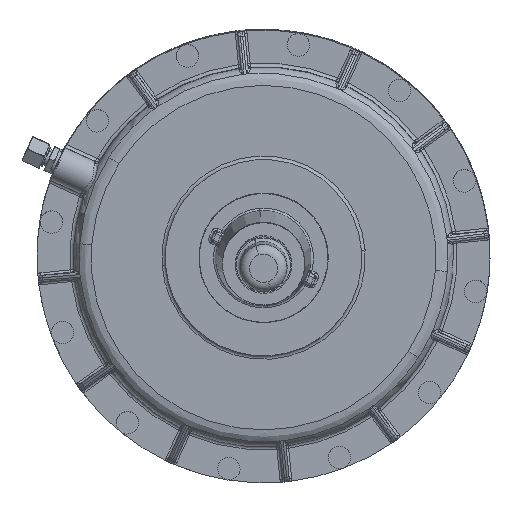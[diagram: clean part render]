
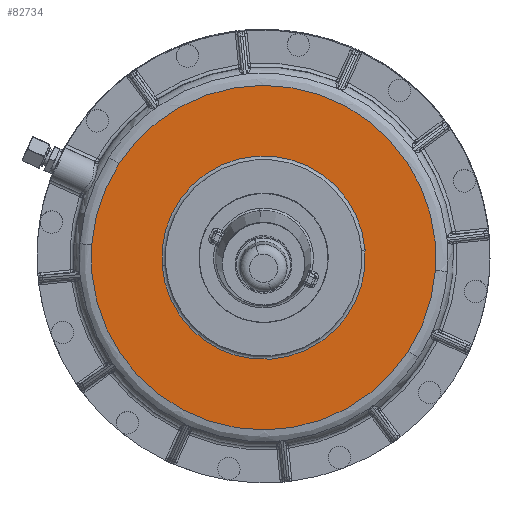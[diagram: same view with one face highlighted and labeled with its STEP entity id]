
A CAD part, top view. The second image highlights one B-rep face of the part: STEP entity #82734.
In plain terms, the highlighted face is planar.
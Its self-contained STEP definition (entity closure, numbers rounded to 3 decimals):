
#79731=DIRECTION('Axis2P3D Direction',(0.,0.,1.)) ;
#79753=DIRECTION('Axis2P3D Direction',(0.,-0.,1.)) ;
#82692=DIRECTION('Axis2P3D Direction',(0.,0.,1.)) ;
#82693=DIRECTION('Axis2P3D XDirection',(-1.,0.,0.)) ;
#82697=DIRECTION('Axis2P3D Direction',(0.,0.,1.)) ;
#82706=DIRECTION('Axis2P3D Direction',(0.,0.,1.)) ;
#82713=DIRECTION('Axis2P3D Direction',(0.,0.,1.)) ;
#82720=DIRECTION('Axis2P3D Direction',(0.,0.,1.)) ;
#79711=CARTESIAN_POINT('Vertex',(75.911,41.47,188.)) ;
#79727=CARTESIAN_POINT('Vertex',(-75.911,-41.47,188.)) ;
#79730=CARTESIAN_POINT('Axis2P3D Location',(0.,0.,188.)) ;
#79752=CARTESIAN_POINT('Axis2P3D Location',(0.,0.,188.)) ;
#82691=CARTESIAN_POINT('Axis2P3D Location',(-86.5,0.,188.)) ;
#82696=CARTESIAN_POINT('Axis2P3D Location',(0.,0.,188.)) ;
#82700=CARTESIAN_POINT('Vertex',(137.665,50.106,188.)) ;
#82702=CARTESIAN_POINT('Vertex',(144.834,-22.028,188.)) ;
#82705=CARTESIAN_POINT('Axis2P3D Location',(0.,0.,188.)) ;
#82709=CARTESIAN_POINT('Vertex',(-144.834,22.028,188.)) ;
#82712=CARTESIAN_POINT('Axis2P3D Location',(0.,0.,188.)) ;
#82716=CARTESIAN_POINT('Vertex',(-137.665,-50.106,188.)) ;
#82719=CARTESIAN_POINT('Axis2P3D Location',(0.,0.,188.)) ;
#79732=AXIS2_PLACEMENT_3D('Circle Axis2P3D',#79730,#79731,$) ;
#79754=AXIS2_PLACEMENT_3D('Circle Axis2P3D',#79752,#79753,$) ;
#82694=AXIS2_PLACEMENT_3D('Plane Axis2P3D',#82691,#82692,#82693) ;
#82698=AXIS2_PLACEMENT_3D('Circle Axis2P3D',#82696,#82697,$) ;
#82707=AXIS2_PLACEMENT_3D('Circle Axis2P3D',#82705,#82706,$) ;
#82714=AXIS2_PLACEMENT_3D('Circle Axis2P3D',#82712,#82713,$) ;
#82721=AXIS2_PLACEMENT_3D('Circle Axis2P3D',#82719,#82720,$) ;
#82733=FACE_BOUND('',#82730,.T.) ;
#79734=EDGE_CURVE('',#79728,#79712,#79733,.T.) ;
#79756=EDGE_CURVE('',#79712,#79728,#79755,.T.) ;
#82704=EDGE_CURVE('',#82701,#82703,#82699,.F.) ;
#82711=EDGE_CURVE('',#82710,#82701,#82708,.F.) ;
#82718=EDGE_CURVE('',#82717,#82710,#82715,.F.) ;
#82723=EDGE_CURVE('',#82703,#82717,#82722,.F.) ;
#82695=PLANE('Plane',#82694) ;
#82725=ORIENTED_EDGE('',*,*,#82704,.F.) ;
#82726=ORIENTED_EDGE('',*,*,#82711,.F.) ;
#82727=ORIENTED_EDGE('',*,*,#82718,.F.) ;
#82728=ORIENTED_EDGE('',*,*,#82723,.F.) ;
#82731=ORIENTED_EDGE('',*,*,#79734,.F.) ;
#82732=ORIENTED_EDGE('',*,*,#79756,.F.) ;
#82734=ADVANCED_FACE('Brep With Voids',(#82729,#82733),#82695,.T.) ;
#79733=CIRCLE('generated circle',#79732,86.5) ;
#79755=CIRCLE('generated circle',#79754,86.5) ;
#82699=CIRCLE('generated circle',#82698,146.5) ;
#82708=CIRCLE('generated circle',#82707,146.5) ;
#82715=CIRCLE('generated circle',#82714,146.5) ;
#82722=CIRCLE('generated circle',#82721,146.5) ;
#79712=VERTEX_POINT('',#79711) ;
#79728=VERTEX_POINT('',#79727) ;
#82701=VERTEX_POINT('',#82700) ;
#82703=VERTEX_POINT('',#82702) ;
#82710=VERTEX_POINT('',#82709) ;
#82717=VERTEX_POINT('',#82716) ;
#82724=EDGE_LOOP('',(#82725,#82726,#82727,#82728)) ;
#82730=EDGE_LOOP('',(#82731,#82732)) ;
#82729=FACE_OUTER_BOUND('',#82724,.T.) ;
